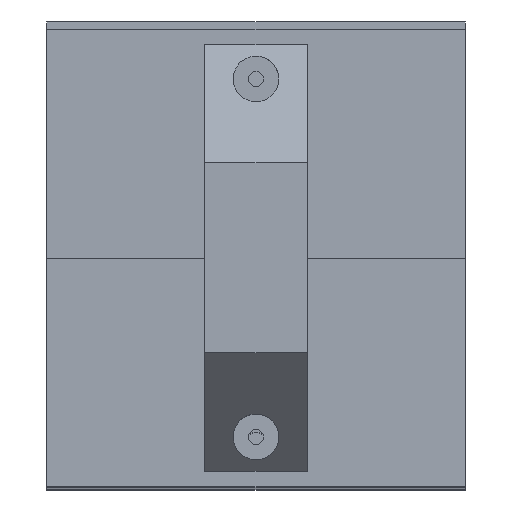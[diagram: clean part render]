
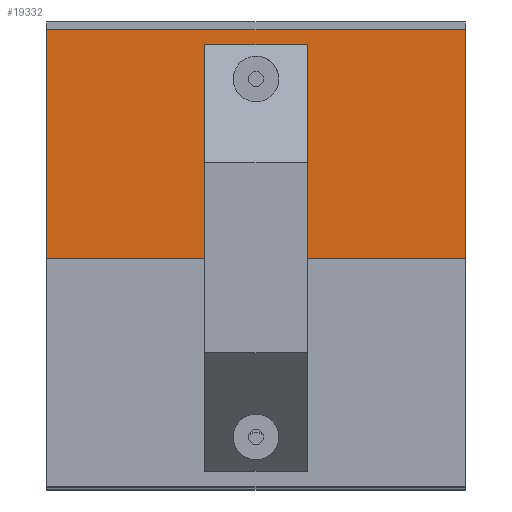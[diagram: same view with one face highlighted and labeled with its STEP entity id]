
A CAD part, top view. The second image highlights one B-rep face of the part: STEP entity #19332.
In plain terms, the highlighted planar face has unit normal (0, 0, 1).
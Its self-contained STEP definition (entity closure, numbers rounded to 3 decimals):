
#806=FACE_BOUND('',#3058,.T.);
#1178=PLANE('',#20696);
#1921=FACE_OUTER_BOUND('',#3057,.T.);
#3057=EDGE_LOOP('',(#14542,#14543,#14544,#14545));
#3058=EDGE_LOOP('',(#14546));
#4442=LINE('',#27335,#6515);
#4485=LINE('',#27445,#6558);
#4508=LINE('',#27506,#6581);
#4515=LINE('',#27519,#6588);
#6515=VECTOR('',#22711,10.);
#6558=VECTOR('',#22804,10.);
#6581=VECTOR('',#22875,10.);
#6588=VECTOR('',#22894,10.);
#8338=CIRCLE('',#20677,2.);
#8930=VERTEX_POINT('',#27317);
#8938=VERTEX_POINT('',#27333);
#8979=VERTEX_POINT('',#27442);
#8980=VERTEX_POINT('',#27444);
#8990=VERTEX_POINT('',#27477);
#10996=EDGE_CURVE('',#8930,#8938,#4442,.T.);
#11052=EDGE_CURVE('',#8980,#8979,#4485,.T.);
#11069=EDGE_CURVE('',#8990,#8990,#8338,.T.);
#11084=EDGE_CURVE('',#8979,#8930,#4508,.T.);
#11091=EDGE_CURVE('',#8938,#8980,#4515,.T.);
#14542=ORIENTED_EDGE('',*,*,#10996,.T.);
#14543=ORIENTED_EDGE('',*,*,#11091,.T.);
#14544=ORIENTED_EDGE('',*,*,#11052,.T.);
#14545=ORIENTED_EDGE('',*,*,#11084,.T.);
#14546=ORIENTED_EDGE('',*,*,#11069,.T.);
#19332=ADVANCED_FACE('',(#1921,#806),#1178,.T.);
#20677=AXIS2_PLACEMENT_3D('',#27478,#22837,#22838);
#20696=AXIS2_PLACEMENT_3D('',#27518,#22892,#22893);
#22711=DIRECTION('',(1.,0.,0.));
#22804=DIRECTION('',(-1.,0.,0.));
#22837=DIRECTION('center_axis',(0.,0.,-1.));
#22838=DIRECTION('ref_axis',(1.,0.,0.));
#22875=DIRECTION('',(0.,-1.,0.));
#22892=DIRECTION('center_axis',(0.,0.,1.));
#22893=DIRECTION('ref_axis',(1.,0.,0.));
#22894=DIRECTION('',(0.,1.,0.));
#27317=CARTESIAN_POINT('',(-55.,60.,165.));
#27333=CARTESIAN_POINT('',(55.,60.,165.));
#27335=CARTESIAN_POINT('',(-27.5,60.,165.));
#27442=CARTESIAN_POINT('',(-55.,120.,165.));
#27444=CARTESIAN_POINT('',(55.,120.,165.));
#27445=CARTESIAN_POINT('',(55.,120.,165.));
#27477=CARTESIAN_POINT('',(-2.,107.,165.));
#27478=CARTESIAN_POINT('Origin',(0.,107.,165.));
#27506=CARTESIAN_POINT('',(-55.,0.,165.));
#27518=CARTESIAN_POINT('Origin',(-55.,0.,165.));
#27519=CARTESIAN_POINT('',(55.,0.,165.));
